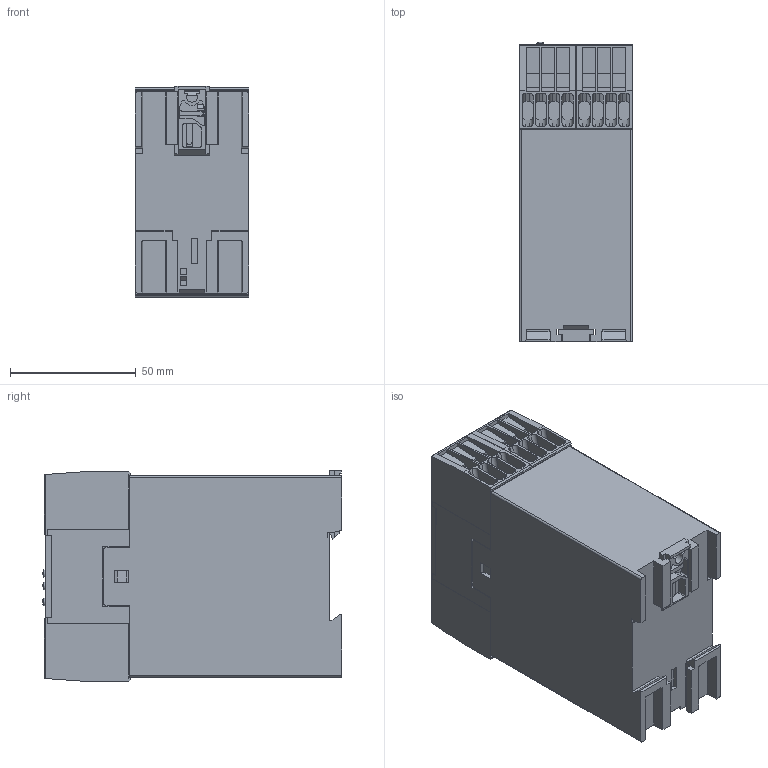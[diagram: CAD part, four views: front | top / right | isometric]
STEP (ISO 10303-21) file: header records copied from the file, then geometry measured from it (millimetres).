
FILE_DESCRIPTION((''),'2;1');
FILE_NAME('147064_ASM','2015-11-12T',('pdmadmin'),(''),'PRO/ENGINEER BY PARAMETRIC TECHNOLOGY CORPORATION, 2013230','PRO/ENGINEER BY PARAMETRIC TECHNOLOGY CORPORATION, 2013230','');
FILE_SCHEMA(('CONFIG_CONTROL_DESIGN'));
Length unit declared in the file: millimetre
Products named in the file (9): 112334; 112334_CLIP; 112334_ASM; 58693; WINDOW_PLATE_SSM-FM-11A_MODELS; 142089; 147017_ASM; 10179---SSM-FM-11A10_ASM; 147064_ASM
Assembly tree (11 placements, depth 5):
  147064_ASM
    10179---SSM-FM-11A10_ASM
      147017_ASM
        112334_ASM
          112334
          112334_CLIP
        58693
        WINDOW_PLATE_SSM-FM-11A_MODELS
        142089  x4
Bounding box: 45 x 119.15 x 84.14 mm (x, y, z)
Volume: 122632.8 mm3; surface area: 98409.3 mm2
Topology: 8 solids, 8 shells, 1618 faces, 4681 edges, 3101 vertices
Faces by surface type: plane 1193, cylinder 363, torus 56, sphere 6
Entity records: 26036 total; most frequent: CARTESIAN_POINT 4900, ORIENTED_EDGE 4526, DIRECTION 4136, EDGE_CURVE 2263, VECTOR 1908, LINE 1908, VERTEX_POINT 1499, AXIS2_PLACEMENT_3D 1114
